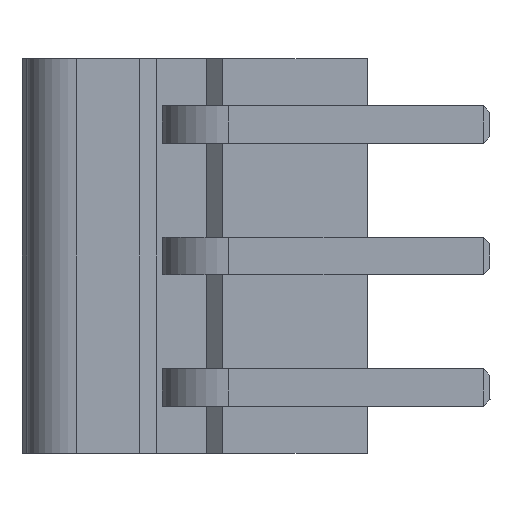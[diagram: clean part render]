
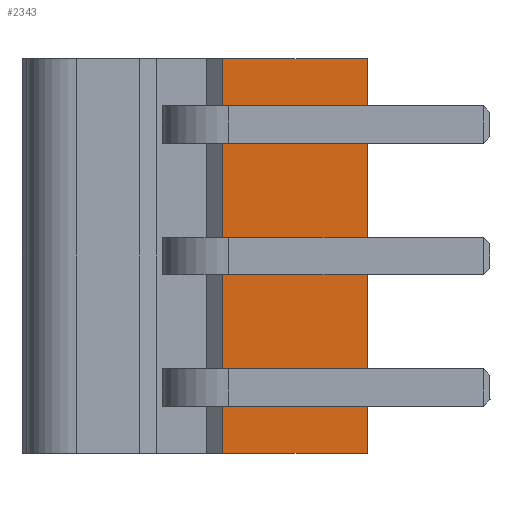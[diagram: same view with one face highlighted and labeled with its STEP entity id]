
A CAD part, front view. The second image highlights one B-rep face of the part: STEP entity #2343.
In plain terms, the highlighted planar face has unit normal (0, -1, 0).
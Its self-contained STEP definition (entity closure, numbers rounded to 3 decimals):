
#165 = CARTESIAN_POINT ( 'NONE',  ( -8.25, 0., 3.96 ) ) ;
#170 = DIRECTION ( 'NONE',  ( 1., 0., 0. ) ) ;
#369 = EDGE_CURVE ( 'NONE', #2671, #408, #3588, .T. ) ;
#408 = VERTEX_POINT ( 'NONE', #994 ) ;
#527 = PLANE ( 'NONE',  #3798 ) ;
#688 = CARTESIAN_POINT ( 'NONE',  ( 0., 0., -7.92 ) ) ;
#700 = LINE ( 'NONE', #3740, #1028 ) ;
#706 = EDGE_CURVE ( 'NONE', #2411, #408, #700, .T. ) ;
#807 = DIRECTION ( 'NONE',  ( 1., 0., 0. ) ) ;
#994 = CARTESIAN_POINT ( 'NONE',  ( 0., 0., -7.92 ) ) ;
#1003 = VECTOR ( 'NONE', #170, 1000. ) ;
#1025 = ORIENTED_EDGE ( 'NONE', *, *, #1795, .F. ) ;
#1028 = VECTOR ( 'NONE', #807, 1000. ) ;
#1042 = VECTOR ( 'NONE', #3372, 1000. ) ;
#1045 = LINE ( 'NONE', #2483, #1746 ) ;
#1224 = VERTEX_POINT ( 'NONE', #2283 ) ;
#1345 = DIRECTION ( 'NONE',  ( 0., 0., -1. ) ) ;
#1474 = ORIENTED_EDGE ( 'NONE', *, *, #3374, .T. ) ;
#1535 = ORIENTED_EDGE ( 'NONE', *, *, #369, .F. ) ;
#1719 = DIRECTION ( 'NONE',  ( 0., -1., 0. ) ) ;
#1746 = VECTOR ( 'NONE', #1345, 1000. ) ;
#1795 = EDGE_CURVE ( 'NONE', #1224, #2671, #2085, .T. ) ;
#1941 = ORIENTED_EDGE ( 'NONE', *, *, #706, .T. ) ;
#1969 = EDGE_LOOP ( 'NONE', ( #1535, #1025, #1474, #1941 ) ) ;
#2085 = LINE ( 'NONE', #165, #1003 ) ;
#2283 = CARTESIAN_POINT ( 'NONE',  ( -4.35, 0., 3.96 ) ) ;
#2337 = CARTESIAN_POINT ( 'NONE',  ( 0., 0., -7.92 ) ) ;
#2343 = ADVANCED_FACE ( 'NONE', ( #3712 ), #527, .T. ) ;
#2411 = VERTEX_POINT ( 'NONE', #3496 ) ;
#2427 = CARTESIAN_POINT ( 'NONE',  ( 0., 0., 3.96 ) ) ;
#2483 = CARTESIAN_POINT ( 'NONE',  ( -4.35, 0., -7.92 ) ) ;
#2671 = VERTEX_POINT ( 'NONE', #2427 ) ;
#2893 = DIRECTION ( 'NONE',  ( 0., 0., -1. ) ) ;
#3372 = DIRECTION ( 'NONE',  ( 0., 0., -1. ) ) ;
#3374 = EDGE_CURVE ( 'NONE', #1224, #2411, #1045, .T. ) ;
#3496 = CARTESIAN_POINT ( 'NONE',  ( -4.35, 0., -7.92 ) ) ;
#3588 = LINE ( 'NONE', #688, #1042 ) ;
#3712 = FACE_OUTER_BOUND ( 'NONE', #1969, .T. ) ;
#3740 = CARTESIAN_POINT ( 'NONE',  ( -8.25, 0., -7.92 ) ) ;
#3798 = AXIS2_PLACEMENT_3D ( 'NONE', #2337, #1719, #2893 ) ;
